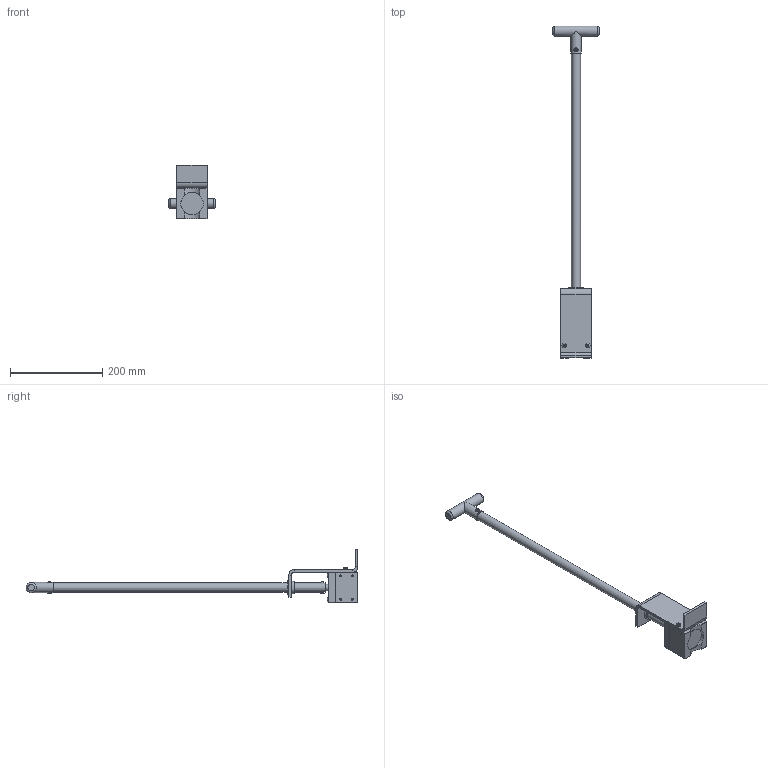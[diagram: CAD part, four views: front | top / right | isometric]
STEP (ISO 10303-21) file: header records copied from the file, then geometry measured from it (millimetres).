
FILE_DESCRIPTION(/* description */ (''),/* implementation_level */ '2;1');
FILE_NAME(/* name */ 'MS-8100025.stp',/* time_stamp */ '2013-12-10T08:40:11+01:00',/* author */ ('bs'),/* organization */ (''),/* preprocessor_version */ 'ST-DEVELOPER v15.2',/* originating_system */ 'Autodesk Inventor 2014',/* authorisation */ '');
FILE_SCHEMA (('AUTOMOTIVE_DESIGN { 1 0 10303 214 3 1 1 }'));
Products named in the file (12): E0011137; E0011139; E0011134; P140008; P140009; E0011111; E0011110; E0011112; SCREW, HEX S BH LOW M5x20 - A2; WASHER M 5- A2; P140011; MS-8100025
Bounding box: 100 x 718.5 x 116 mm (x, y, z)
Volume: 588400.1 mm3; surface area: 137363.7 mm2
Topology: 18 solids, 18 shells, 2599 faces, 6974 edges, 4621 vertices
Faces by surface type: plane 1364, bspline 1100, cylinder 76, cone 41, torus 16, sphere 2
Full cylindrical faces by diameter (mm): 4.134 x16, 4.7 x4, 4.75 x5, 4.917 x1, 5 x6, 5.3 x2, 5.5 x6, 9 x2, 9.5 x6, 10 x2, 13.75 x1, 14 x3, 19.75 x1, 20 x3, 22 x2, 25 x1, 26.3 x1, 26.5 x1, 31.75 x1, 44 x1, 48.5 x1
Entity records: 86946 total; most frequent: CARTESIAN_POINT 31359, ORIENTED_EDGE 13326, DIRECTION 7447, EDGE_CURVE 6663, VERTEX_POINT 4466, LINE 4291, VECTOR 4291, EDGE_LOOP 2851
